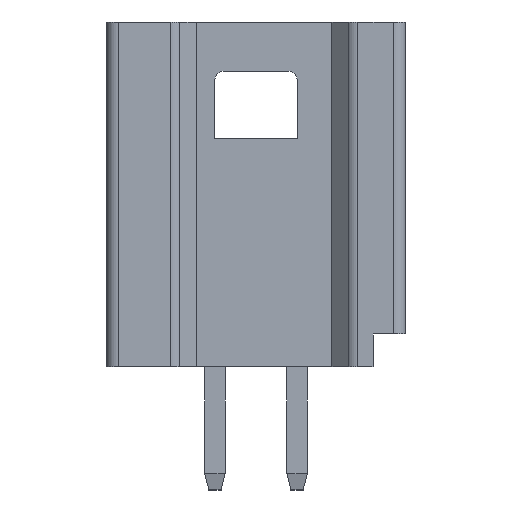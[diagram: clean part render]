
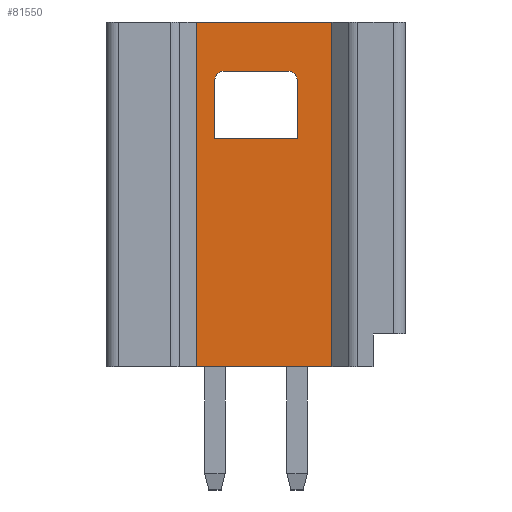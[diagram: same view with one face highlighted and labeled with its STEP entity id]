
A CAD part, left-side view. The second image highlights one B-rep face of the part: STEP entity #81550.
In plain terms, the highlighted face is planar.
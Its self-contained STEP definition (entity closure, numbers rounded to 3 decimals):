
#38370=CARTESIAN_POINT('',(-0.114,-4.531,13.2
));
#38380=VERTEX_POINT('',#38370);
#38410=CARTESIAN_POINT('',(0.,-4.531,13.2));
#38420=DIRECTION('',(1.,0.,0.));
#38430=VECTOR('',#38420,1.);
#38440=LINE('',#38410,#38430);
#38450=CARTESIAN_POINT('',(-3.414,-4.531,13.2)
);
#38460=VERTEX_POINT('',#38450);
#38470=EDGE_CURVE('',#38460,#38380,#38440,.T.);
#79350=CARTESIAN_POINT('',(-0.114,3.869,
13.2));
#79360=VERTEX_POINT('',#79350);
#79390=CARTESIAN_POINT('',(-0.114,0.,13.2));
#79400=DIRECTION('',(0.,1.,0.));
#79410=VECTOR('',#79400,1.);
#79420=LINE('',#79390,#79410);
#79430=EDGE_CURVE('',#38380,#79360,#79420,.T.);
#79700=CARTESIAN_POINT('',(-3.414,3.869,
13.2));
#79710=VERTEX_POINT('',#79700);
#79740=CARTESIAN_POINT('',(0.,3.869,13.2));
#79750=DIRECTION('',(-1.,0.,0.));
#79760=VECTOR('',#79750,1.);
#79770=LINE('',#79740,#79760);
#79780=EDGE_CURVE('',#79360,#79710,#79770,.T.);
#80870=CARTESIAN_POINT('',(-0.026,-4.746,13.2
));
#80880=DIRECTION('',(0.,0.,-1.));
#80890=DIRECTION('',(-1.,0.,0.));
#80900=AXIS2_PLACEMENT_3D('',#80870,#80880,#80890);
#80910=PLANE('',#80900);
#80920=CARTESIAN_POINT('',(-1.164,-3.131,
13.2));
#80930=DIRECTION('',(0.,0.,1.));
#80940=DIRECTION('',(1.,0.,0.));
#80950=AXIS2_PLACEMENT_3D('',#80920,#80930,#80940);
#80960=CIRCLE('',#80950,0.2);
#80970=CARTESIAN_POINT('',(-1.164,-3.331,
13.2));
#80980=VERTEX_POINT('',#80970);
#80990=CARTESIAN_POINT('',(-0.964,-3.131,
13.2));
#81000=VERTEX_POINT('',#80990);
#81010=EDGE_CURVE('',#80980,#81000,#80960,.T.);
#81020=ORIENTED_EDGE('',*,*,#81010,.T.);
#81030=CARTESIAN_POINT('',(0.,-3.331,13.2));
#81040=DIRECTION('',(-1.,0.,0.));
#81050=VECTOR('',#81040,1.);
#81060=LINE('',#81030,#81050);
#81070=CARTESIAN_POINT('',(-2.764,-3.331,
13.2));
#81080=VERTEX_POINT('',#81070);
#81090=EDGE_CURVE('',#80980,#81080,#81060,.T.);
#81100=ORIENTED_EDGE('',*,*,#81090,.F.);
#81110=CARTESIAN_POINT('',(-2.764,-3.131,
13.2));
#81120=DIRECTION('',(0.,0.,1.));
#81130=DIRECTION('',(1.,0.,0.));
#81140=AXIS2_PLACEMENT_3D('',#81110,#81120,#81130);
#81150=CIRCLE('',#81140,0.2);
#81160=CARTESIAN_POINT('',(-2.964,-3.131,
13.2));
#81170=VERTEX_POINT('',#81160);
#81180=EDGE_CURVE('',#81170,#81080,#81150,.T.);
#81190=ORIENTED_EDGE('',*,*,#81180,.T.);
#81200=CARTESIAN_POINT('',(-2.964,0.,13.2));
#81210=DIRECTION('',(0.,-1.,0.));
#81220=VECTOR('',#81210,1.);
#81230=LINE('',#81200,#81220);
#81240=CARTESIAN_POINT('',(-2.964,-1.681,
13.2));
#81250=VERTEX_POINT('',#81240);
#81260=EDGE_CURVE('',#81250,#81170,#81230,.T.);
#81270=ORIENTED_EDGE('',*,*,#81260,.T.);
#81280=CARTESIAN_POINT('',(0.,-1.681,13.2));
#81290=DIRECTION('',(-1.,0.,0.));
#81300=VECTOR('',#81290,1.);
#81310=LINE('',#81280,#81300);
#81320=CARTESIAN_POINT('',(-0.964,-1.681,
13.2));
#81330=VERTEX_POINT('',#81320);
#81340=EDGE_CURVE('',#81330,#81250,#81310,.T.);
#81350=ORIENTED_EDGE('',*,*,#81340,.T.);
#81360=CARTESIAN_POINT('',(-0.964,0.,13.2));
#81370=DIRECTION('',(0.,-1.,0.));
#81380=VECTOR('',#81370,1.);
#81390=LINE('',#81360,#81380);
#81400=EDGE_CURVE('',#81330,#81000,#81390,.T.);
#81410=ORIENTED_EDGE('',*,*,#81400,.F.);
#81420=EDGE_LOOP('',(#81410,#81350,#81270,#81190,#81100,#81020));
#81430=FACE_BOUND('',#81420,.T.);
#81440=ORIENTED_EDGE('',*,*,#79430,.F.);
#81450=ORIENTED_EDGE('',*,*,#79780,.F.);
#81460=CARTESIAN_POINT('',(-3.414,0.,13.2));
#81470=DIRECTION('',(0.,1.,0.));
#81480=VECTOR('',#81470,1.);
#81490=LINE('',#81460,#81480);
#81500=EDGE_CURVE('',#38460,#79710,#81490,.T.);
#81510=ORIENTED_EDGE('',*,*,#81500,.T.);
#81520=ORIENTED_EDGE('',*,*,#38470,.F.);
#81530=EDGE_LOOP('',(#81520,#81510,#81450,#81440));
#81540=FACE_OUTER_BOUND('',#81530,.T.);
#81550=ADVANCED_FACE('',(#81430,#81540),#80910,.T.);
